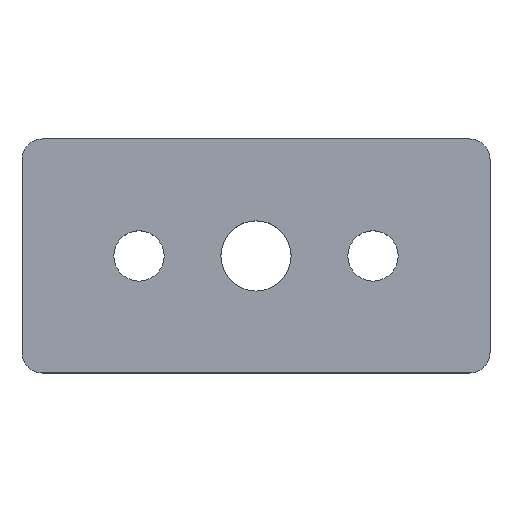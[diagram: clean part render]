
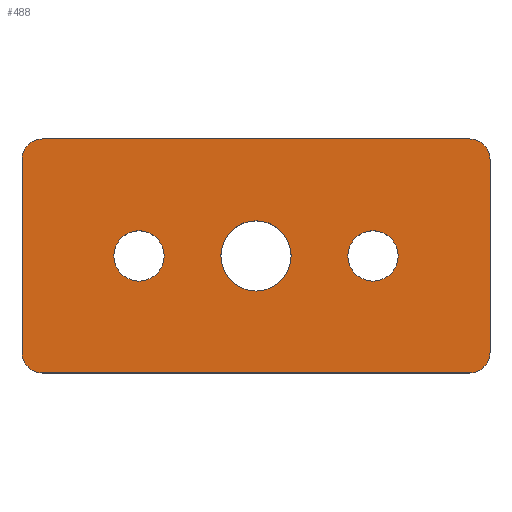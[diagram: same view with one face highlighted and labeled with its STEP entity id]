
A CAD part, top view. The second image highlights one B-rep face of the part: STEP entity #488.
In plain terms, the highlighted planar face has unit normal (0, 0, 1).
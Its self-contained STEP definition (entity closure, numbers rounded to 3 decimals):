
#132=CARTESIAN_POINT('',(-24.3,0.,15.0));
#133=VERTEX_POINT('',#132);
#149=CARTESIAN_POINT('',(-15.7,0.,15.0));
#150=VERTEX_POINT('',#149);
#157=CARTESIAN_POINT('',(-20.0,0.,15.0));
#158=DIRECTION('',(0.0,0.0,1.0));
#159=DIRECTION('',(-1.0,0.0,0.0));
#160=AXIS2_PLACEMENT_3D('',#157,#158,#159);
#161=CIRCLE('',#160,4.3);
#162=EDGE_CURVE('',#133,#150,#161,.F.);
#174=CARTESIAN_POINT('',(15.7,0.,15.0));
#175=VERTEX_POINT('',#174);
#191=CARTESIAN_POINT('',(24.3,0.,15.0));
#192=VERTEX_POINT('',#191);
#199=CARTESIAN_POINT('',(20.0,0.,15.0));
#200=DIRECTION('',(0.0,0.0,1.0));
#201=DIRECTION('',(-1.0,0.0,0.0));
#202=AXIS2_PLACEMENT_3D('',#199,#200,#201);
#203=CIRCLE('',#202,4.3);
#204=EDGE_CURVE('',#175,#192,#203,.F.);
#216=CARTESIAN_POINT('',(-6.0,0.,15.0));
#217=VERTEX_POINT('',#216);
#233=CARTESIAN_POINT('',(6.0,0.,15.0));
#234=VERTEX_POINT('',#233);
#241=CARTESIAN_POINT('',(0.0,0.0,15.0));
#242=DIRECTION('',(0.0,0.0,-1.0));
#243=DIRECTION('',(-1.0,0.0,0.0));
#244=AXIS2_PLACEMENT_3D('',#241,#242,#243);
#245=CIRCLE('',#244,6.0);
#246=EDGE_CURVE('',#217,#234,#245,.T.);
#383=CARTESIAN_POINT('',(0.0,0.0,15.0));
#384=DIRECTION('',(0.0,0.0,-1.0));
#385=DIRECTION('',(1.0,0.0,0.0));
#386=AXIS2_PLACEMENT_3D('',#383,#384,#385);
#387=PLANE('',#386);
#388=CARTESIAN_POINT('',(36.5,20.0,15.));
#389=VERTEX_POINT('',#388);
#390=CARTESIAN_POINT('',(40.0,16.5,15.));
#391=VERTEX_POINT('',#390);
#392=CARTESIAN_POINT('',(36.5,16.5,15.));
#393=DIRECTION('',(0.,0.,-1.));
#394=DIRECTION('',(0.707,0.707,0.));
#395=AXIS2_PLACEMENT_3D('',#392,#393,#394);
#396=CIRCLE('',#395,3.5);
#397=EDGE_CURVE('',#389,#391,#396,.T.);
#398=ORIENTED_EDGE('',*,*,#397,.F.);
#399=CARTESIAN_POINT('',(-36.5,20.0,15.));
#400=VERTEX_POINT('',#399);
#401=CARTESIAN_POINT('',(36.5,20.0,15.));
#402=DIRECTION('',(-1.0,0.0,0.0));
#403=VECTOR('',#402,73.0);
#404=LINE('',#401,#403);
#405=EDGE_CURVE('',#389,#400,#404,.T.);
#406=ORIENTED_EDGE('',*,*,#405,.T.);
#407=CARTESIAN_POINT('',(-40.0,16.5,15.));
#408=VERTEX_POINT('',#407);
#409=CARTESIAN_POINT('',(-36.5,16.5,15.));
#410=DIRECTION('',(0.,0.,-1.));
#411=DIRECTION('',(-0.707,0.707,0.));
#412=AXIS2_PLACEMENT_3D('',#409,#410,#411);
#413=CIRCLE('',#412,3.5);
#414=EDGE_CURVE('',#408,#400,#413,.T.);
#415=ORIENTED_EDGE('',*,*,#414,.F.);
#416=CARTESIAN_POINT('',(-40.0,-16.5,15.));
#417=VERTEX_POINT('',#416);
#418=CARTESIAN_POINT('',(-40.0,16.5,15.));
#419=DIRECTION('',(0.0,-1.0,0.0));
#420=VECTOR('',#419,33.0);
#421=LINE('',#418,#420);
#422=EDGE_CURVE('',#408,#417,#421,.T.);
#423=ORIENTED_EDGE('',*,*,#422,.T.);
#424=CARTESIAN_POINT('',(-36.5,-20.0,15.));
#425=VERTEX_POINT('',#424);
#426=CARTESIAN_POINT('',(-36.5,-16.5,15.));
#427=DIRECTION('',(0.,0.,-1.));
#428=DIRECTION('',(-0.707,-0.707,0.));
#429=AXIS2_PLACEMENT_3D('',#426,#427,#428);
#430=CIRCLE('',#429,3.5);
#431=EDGE_CURVE('',#425,#417,#430,.T.);
#432=ORIENTED_EDGE('',*,*,#431,.F.);
#433=CARTESIAN_POINT('',(36.5,-20.0,15.));
#434=VERTEX_POINT('',#433);
#435=CARTESIAN_POINT('',(-36.5,-20.0,15.));
#436=DIRECTION('',(1.0,0.0,0.0));
#437=VECTOR('',#436,73.0);
#438=LINE('',#435,#437);
#439=EDGE_CURVE('',#425,#434,#438,.T.);
#440=ORIENTED_EDGE('',*,*,#439,.T.);
#441=CARTESIAN_POINT('',(40.0,-16.5,15.));
#442=VERTEX_POINT('',#441);
#443=CARTESIAN_POINT('',(36.5,-16.5,15.));
#444=DIRECTION('',(0.,0.,-1.));
#445=DIRECTION('',(0.707,-0.707,0.));
#446=AXIS2_PLACEMENT_3D('',#443,#444,#445);
#447=CIRCLE('',#446,3.5);
#448=EDGE_CURVE('',#442,#434,#447,.T.);
#449=ORIENTED_EDGE('',*,*,#448,.F.);
#450=CARTESIAN_POINT('',(40.0,-16.5,15.));
#451=DIRECTION('',(0.0,1.0,0.0));
#452=VECTOR('',#451,33.0);
#453=LINE('',#450,#452);
#454=EDGE_CURVE('',#442,#391,#453,.T.);
#455=ORIENTED_EDGE('',*,*,#454,.T.);
#456=EDGE_LOOP('',(#398,#406,#415,#423,#432,#440,#449,#455));
#457=FACE_OUTER_BOUND('',#456,.T.);
#458=CARTESIAN_POINT('',(20.0,0.,15.0));
#459=DIRECTION('',(0.0,0.0,1.0));
#460=DIRECTION('',(-1.0,0.0,0.0));
#461=AXIS2_PLACEMENT_3D('',#458,#459,#460);
#462=CIRCLE('',#461,4.3);
#463=EDGE_CURVE('',#192,#175,#462,.F.);
#464=ORIENTED_EDGE('',*,*,#463,.T.);
#465=ORIENTED_EDGE('',*,*,#204,.T.);
#466=EDGE_LOOP('',(#464,#465));
#467=FACE_BOUND('',#466,.T.);
#468=CARTESIAN_POINT('',(-20.0,0.,15.0));
#469=DIRECTION('',(0.0,0.0,1.0));
#470=DIRECTION('',(-1.0,0.0,0.0));
#471=AXIS2_PLACEMENT_3D('',#468,#469,#470);
#472=CIRCLE('',#471,4.3);
#473=EDGE_CURVE('',#150,#133,#472,.F.);
#474=ORIENTED_EDGE('',*,*,#473,.T.);
#475=ORIENTED_EDGE('',*,*,#162,.T.);
#476=EDGE_LOOP('',(#474,#475));
#477=FACE_BOUND('',#476,.T.);
#478=CARTESIAN_POINT('',(0.0,0.0,15.0));
#479=DIRECTION('',(0.0,0.0,-1.0));
#480=DIRECTION('',(-1.0,0.0,0.0));
#481=AXIS2_PLACEMENT_3D('',#478,#479,#480);
#482=CIRCLE('',#481,6.0);
#483=EDGE_CURVE('',#234,#217,#482,.T.);
#484=ORIENTED_EDGE('',*,*,#483,.T.);
#485=ORIENTED_EDGE('',*,*,#246,.T.);
#486=EDGE_LOOP('',(#484,#485));
#487=FACE_BOUND('',#486,.T.);
#488=ADVANCED_FACE('',(#457,#467,#477,#487),#387,.F.);
